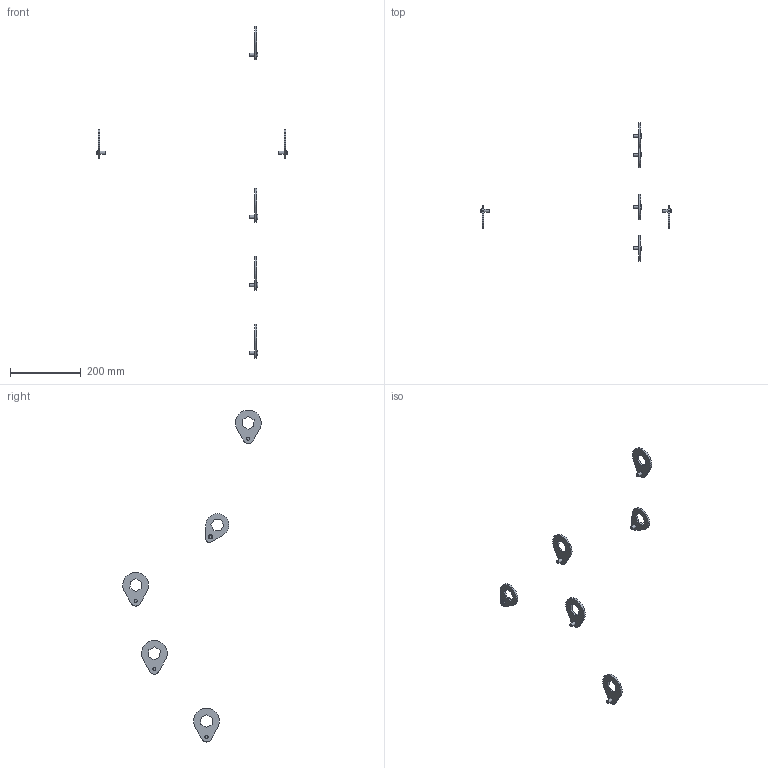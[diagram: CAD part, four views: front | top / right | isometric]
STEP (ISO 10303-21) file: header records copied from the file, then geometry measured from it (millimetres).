
FILE_DESCRIPTION( ( '' ), ' ' );
FILE_NAME( '5dee983c41b5c61555474e23.step', '2019-12-09T18:53:48', ( '' ), ( '' ), ' ', ' ', ' ' );
FILE_SCHEMA( ( 'AUTOMOTIVE_DESIGN { 1 0 10303 214 1 1 1 1 }' ) );
Length unit declared in the file: metre
Products named in the file (6): Part 16; Part 63; Part 69; Part 20; Part 45; Part 33
Bounding box: 536.76 x 390.64 x 937.02 mm (x, y, z)
Volume: 122768.4 mm3; surface area: 59346.4 mm2
Topology: 6 solids, 6 shells, 102 faces, 228 edges, 150 vertices
Faces by surface type: plane 72, cylinder 24, torus 6
Full cylindrical faces by diameter (mm): 8.89 x6, 12.7 x6
Entity records: 3634 total; most frequent: DIRECTION 480, CARTESIAN_POINT 468, ORIENTED_EDGE 420, EDGE_CURVE 210, AXIS2_PLACEMENT_3D 162, LINE 156, VECTOR 156, VERTEX_POINT 150
